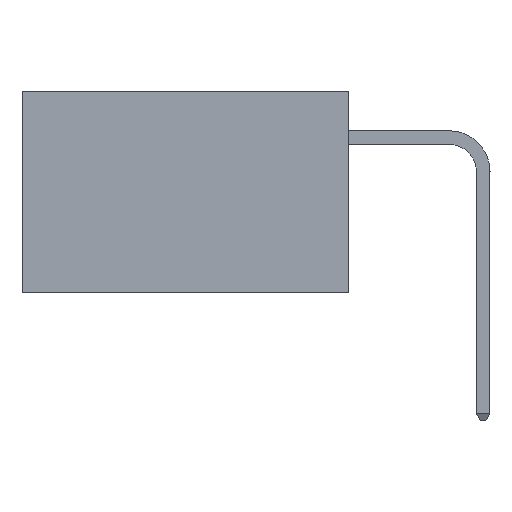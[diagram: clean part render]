
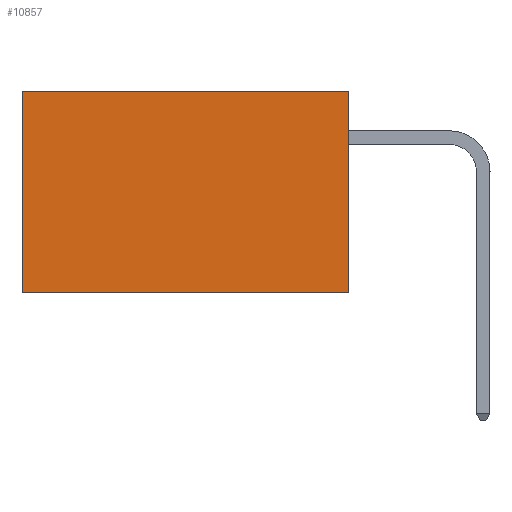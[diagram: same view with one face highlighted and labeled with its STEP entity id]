
A CAD part, left-side view. The second image highlights one B-rep face of the part: STEP entity #10857.
In plain terms, the highlighted planar face has unit normal (-1, 0, 0).
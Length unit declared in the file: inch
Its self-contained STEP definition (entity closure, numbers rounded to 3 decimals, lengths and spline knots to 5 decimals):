
#383 = DIRECTION ( 'NONE',  ( 0., 1., 0. ) ) ;
#1503 = EDGE_CURVE ( 'NONE', #10925, #32964, #31446, .T. ) ;
#2024 = CARTESIAN_POINT ( 'NONE',  ( 0.2875, 0.6, -0.37 ) ) ;
#2474 = PLANE ( 'NONE',  #17817 ) ;
#2727 = EDGE_LOOP ( 'NONE', ( #35077, #16991, #13736, #6398 ) ) ;
#4081 = EDGE_CURVE ( 'NONE', #32738, #32964, #21402, .T. ) ;
#6398 = ORIENTED_EDGE ( 'NONE', *, *, #32575, .T. ) ;
#9717 = EDGE_CURVE ( 'NONE', #16399, #32738, #28767, .T. ) ;
#10687 = DIRECTION ( 'NONE',  ( 1., 0., 0. ) ) ;
#10857 = ADVANCED_FACE ( 'NONE', ( #25696 ), #2474, .F. ) ;
#10876 = CARTESIAN_POINT ( 'NONE',  ( 0.2875, 0., 0. ) ) ;
#10925 = VERTEX_POINT ( 'NONE', #16401 ) ;
#13736 = ORIENTED_EDGE ( 'NONE', *, *, #9717, .F. ) ;
#14294 = VECTOR ( 'NONE', #21723, 39.37008 ) ;
#14673 = CARTESIAN_POINT ( 'NONE',  ( 0.2875, 0., -0.37 ) ) ;
#15201 = CARTESIAN_POINT ( 'NONE',  ( 0.2875, 0., -0.37 ) ) ;
#16399 = VERTEX_POINT ( 'NONE', #24474 ) ;
#16401 = CARTESIAN_POINT ( 'NONE',  ( 0.2875, 0.6, 0. ) ) ;
#16552 = DIRECTION ( 'NONE',  ( 0., 0., -1. ) ) ;
#16991 = ORIENTED_EDGE ( 'NONE', *, *, #4081, .F. ) ;
#17073 = DIRECTION ( 'NONE',  ( 0., 1., 0. ) ) ;
#17646 = LINE ( 'NONE', #30252, #30381 ) ;
#17817 = AXIS2_PLACEMENT_3D ( 'NONE', #18805, #10687, #29720 ) ;
#18805 = CARTESIAN_POINT ( 'NONE',  ( 0.2875, 0., 0. ) ) ;
#21402 = LINE ( 'NONE', #15201, #28618 ) ;
#21723 = DIRECTION ( 'NONE',  ( 0., 0., -1. ) ) ;
#24242 = VECTOR ( 'NONE', #16552, 39.37008 ) ;
#24474 = CARTESIAN_POINT ( 'NONE',  ( 0.2875, 0., 0. ) ) ;
#25696 = FACE_OUTER_BOUND ( 'NONE', #2727, .T. ) ;
#28618 = VECTOR ( 'NONE', #17073, 39.37008 ) ;
#28767 = LINE ( 'NONE', #10876, #14294 ) ;
#29720 = DIRECTION ( 'NONE',  ( 0., 0., -1. ) ) ;
#29751 = CARTESIAN_POINT ( 'NONE',  ( 0.2875, 0.6, 0. ) ) ;
#30252 = CARTESIAN_POINT ( 'NONE',  ( 0.2875, 0., 0. ) ) ;
#30381 = VECTOR ( 'NONE', #383, 39.37008 ) ;
#31446 = LINE ( 'NONE', #29751, #24242 ) ;
#32575 = EDGE_CURVE ( 'NONE', #16399, #10925, #17646, .T. ) ;
#32738 = VERTEX_POINT ( 'NONE', #14673 ) ;
#32964 = VERTEX_POINT ( 'NONE', #2024 ) ;
#35077 = ORIENTED_EDGE ( 'NONE', *, *, #1503, .T. ) ;
